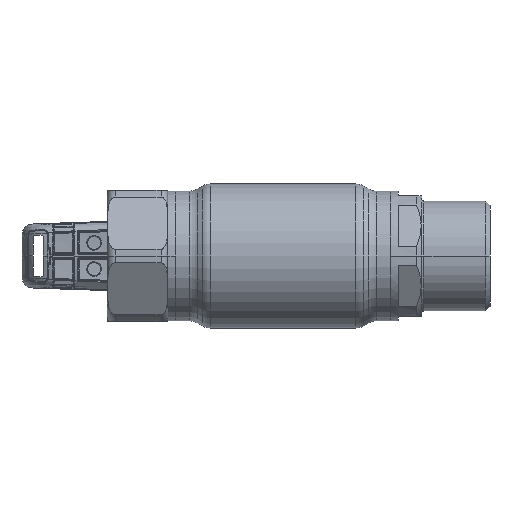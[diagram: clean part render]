
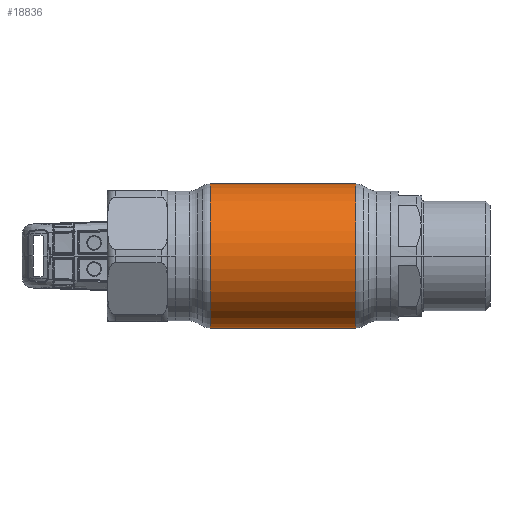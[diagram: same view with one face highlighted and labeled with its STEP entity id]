
A CAD part, front view. The second image highlights one B-rep face of the part: STEP entity #18836.
In plain terms, the highlighted cylindrical face has radius 27.5 mm (diameter 55 mm), a partial arc.
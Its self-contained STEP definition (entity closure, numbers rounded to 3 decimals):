
#36 = DIRECTION ( 'NONE',  ( -1., 0., 0. ) ) ;
#688 = VECTOR ( 'NONE', #36241, 1000. ) ;
#1001 = EDGE_CURVE ( 'NONE', #20205, #10177, #8448, .T. ) ;
#2753 = CYLINDRICAL_SURFACE ( 'NONE', #38900, 27.5 ) ;
#3918 = AXIS2_PLACEMENT_3D ( 'NONE', #25429, #57072, #29356 ) ;
#4277 = LINE ( 'NONE', #13583, #43815 ) ;
#6409 = EDGE_CURVE ( 'NONE', #10177, #52091, #47844, .T. ) ;
#6581 = VERTEX_POINT ( 'NONE', #39454 ) ;
#8448 = LINE ( 'NONE', #45749, #688 ) ;
#10177 = VERTEX_POINT ( 'NONE', #50774 ) ;
#13583 = CARTESIAN_POINT ( 'NONE',  ( -62.69, 0., 27.5 ) ) ;
#13874 = DIRECTION ( 'NONE',  ( -1., 0., 0. ) ) ;
#18413 = CARTESIAN_POINT ( 'NONE',  ( -62.69, 0., 0. ) ) ;
#18520 = DIRECTION ( 'NONE',  ( -1., 0., 0. ) ) ;
#18836 = ADVANCED_FACE ( 'NONE', ( #30343 ), #2753, .T. ) ;
#20205 = VERTEX_POINT ( 'NONE', #22342 ) ;
#22117 = CARTESIAN_POINT ( 'NONE',  ( -27.785, 0., 27.5 ) ) ;
#22342 = CARTESIAN_POINT ( 'NONE',  ( 27.785, 0., -27.5 ) ) ;
#23203 = DIRECTION ( 'NONE',  ( 0., 0., 1. ) ) ;
#25137 = EDGE_LOOP ( 'NONE', ( #53476, #57654, #38458, #40825 ) ) ;
#25429 = CARTESIAN_POINT ( 'NONE',  ( -27.785, 0., 0. ) ) ;
#27086 = CARTESIAN_POINT ( 'NONE',  ( 27.785, 0., 0. ) ) ;
#29356 = DIRECTION ( 'NONE',  ( 0., 0., 1. ) ) ;
#30343 = FACE_OUTER_BOUND ( 'NONE', #25137, .T. ) ;
#33992 = AXIS2_PLACEMENT_3D ( 'NONE', #27086, #36, #23203 ) ;
#36241 = DIRECTION ( 'NONE',  ( -1., 0., 0. ) ) ;
#38458 = ORIENTED_EDGE ( 'NONE', *, *, #43588, .T. ) ;
#38900 = AXIS2_PLACEMENT_3D ( 'NONE', #18413, #13874, #45254 ) ;
#39454 = CARTESIAN_POINT ( 'NONE',  ( 27.785, 0., 27.5 ) ) ;
#40825 = ORIENTED_EDGE ( 'NONE', *, *, #6409, .F. ) ;
#43588 = EDGE_CURVE ( 'NONE', #6581, #52091, #4277, .T. ) ;
#43815 = VECTOR ( 'NONE', #18520, 1000. ) ;
#45254 = DIRECTION ( 'NONE',  ( 0., 0., 1. ) ) ;
#45749 = CARTESIAN_POINT ( 'NONE',  ( -62.69, 0., -27.5 ) ) ;
#46818 = EDGE_CURVE ( 'NONE', #20205, #6581, #52506, .T. ) ;
#47844 = CIRCLE ( 'NONE', #3918, 27.5 ) ;
#50774 = CARTESIAN_POINT ( 'NONE',  ( -27.785, 0., -27.5 ) ) ;
#52091 = VERTEX_POINT ( 'NONE', #22117 ) ;
#52506 = CIRCLE ( 'NONE', #33992, 27.5 ) ;
#53476 = ORIENTED_EDGE ( 'NONE', *, *, #1001, .F. ) ;
#57072 = DIRECTION ( 'NONE',  ( -1., 0., 0. ) ) ;
#57654 = ORIENTED_EDGE ( 'NONE', *, *, #46818, .T. ) ;
